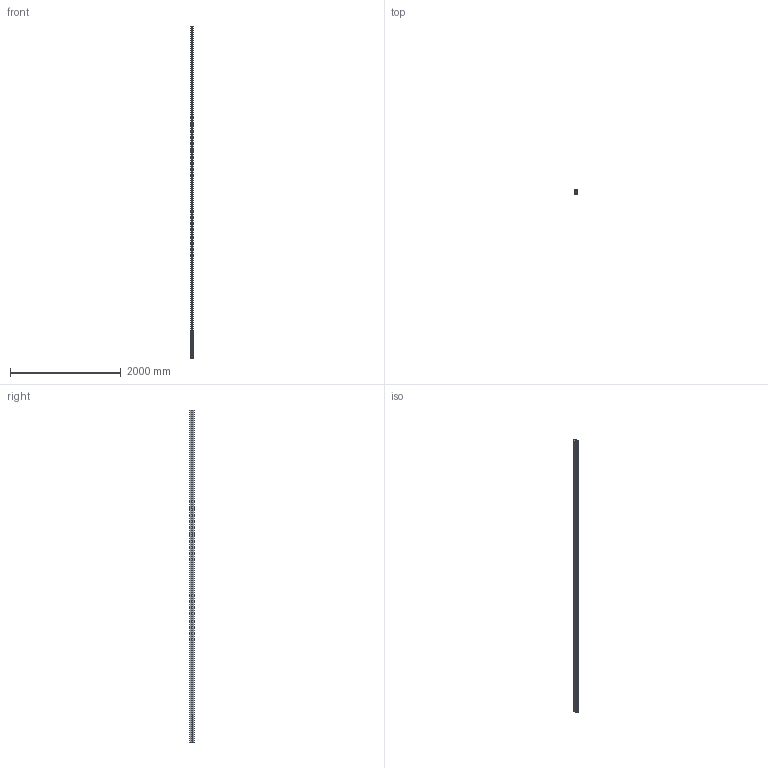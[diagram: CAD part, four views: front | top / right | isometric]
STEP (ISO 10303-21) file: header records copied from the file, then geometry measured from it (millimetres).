
FILE_DESCRIPTION (( 'STEP AP214' ), '1' );
FILE_NAME ('1122678.STEP', '2026-02-02T12:13:14', ( '' ), ( '' ), 'SwSTEP 2.0', 'SolidWorks 2024', '' );
FILE_SCHEMA (( 'AUTOMOTIVE_DESIGN' ));
Length unit declared in the file: millimetre
Products named in the file (3): 011039_L=6000; 1122678
Assembly tree (2 placements, depth 2):
  1122678
    011039_L=6000
    011039_L=6000
Bounding box: 41 x 82 x 6000 mm (x, y, z)
Volume: 3245304.2 mm3; surface area: 3300916.9 mm2
Topology: 2 solids, 2 shells, 1070 faces, 2682 edges, 1756 vertices
Faces by surface type: plane 544, cylinder 526
Entity records: 32478 total; most frequent: DIRECTION 5884, CARTESIAN_POINT 5513, ORIENTED_EDGE 5364, EDGE_CURVE 2682, AXIS2_PLACEMENT_3D 2127, VERTEX_POINT 1756, VECTOR 1630, LINE 1630
